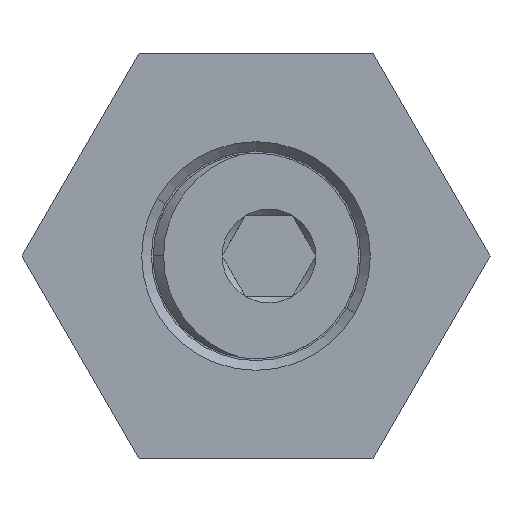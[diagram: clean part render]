
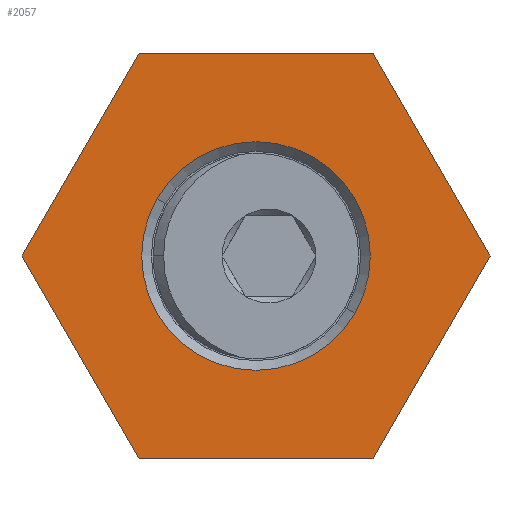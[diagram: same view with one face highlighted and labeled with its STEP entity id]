
A CAD part, left-side view. The second image highlights one B-rep face of the part: STEP entity #2057.
In plain terms, the highlighted face is planar.
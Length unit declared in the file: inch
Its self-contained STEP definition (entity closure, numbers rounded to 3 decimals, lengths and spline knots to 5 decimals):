
#36 = AXIS2_PLACEMENT_3D ( 'NONE', #913, #2041, #3173 ) ;
#57 = FACE_OUTER_BOUND ( 'NONE', #3457, .T. ) ;
#58 = DIRECTION ( 'NONE',  ( -0.5, 0., 0.866 ) ) ;
#111 = EDGE_CURVE ( 'NONE', #842, #2210, #1409, .T. ) ;
#141 = VERTEX_POINT ( 'NONE', #3315 ) ;
#227 = LINE ( 'NONE', #813, #1943 ) ;
#268 = CARTESIAN_POINT ( 'NONE',  ( 0.18042, 0.19, -0.3125 ) ) ;
#278 = LINE ( 'NONE', #1341, #1703 ) ;
#293 = FACE_BOUND ( 'NONE', #1494, .T. ) ;
#430 = CARTESIAN_POINT ( 'NONE',  ( -0.18042, 0.19, -0.3125 ) ) ;
#518 = DIRECTION ( 'NONE',  ( -1., 0., 0. ) ) ;
#573 = AXIS2_PLACEMENT_3D ( 'NONE', #1289, #2182, #3055 ) ;
#712 = VERTEX_POINT ( 'NONE', #268 ) ;
#813 = CARTESIAN_POINT ( 'NONE',  ( -0.36084, 0.19, 0. ) ) ;
#842 = VERTEX_POINT ( 'NONE', #995 ) ;
#913 = CARTESIAN_POINT ( 'NONE',  ( 0., 0.19, 0. ) ) ;
#941 = VERTEX_POINT ( 'NONE', #2645 ) ;
#995 = CARTESIAN_POINT ( 'NONE',  ( 0., 0.19, 0.17625 ) ) ;
#1013 = DIRECTION ( 'NONE',  ( 1., 0., 0. ) ) ;
#1190 = EDGE_CURVE ( 'NONE', #712, #3216, #3631, .T. ) ;
#1200 = DIRECTION ( 'NONE',  ( 0., 0., -1. ) ) ;
#1216 = VECTOR ( 'NONE', #1938, 39.37008 ) ;
#1259 = VECTOR ( 'NONE', #58, 39.37008 ) ;
#1289 = CARTESIAN_POINT ( 'NONE',  ( 0., 0.19, 0. ) ) ;
#1341 = CARTESIAN_POINT ( 'NONE',  ( 0.18042, 0.19, 0.3125 ) ) ;
#1343 = ORIENTED_EDGE ( 'NONE', *, *, #1352, .F. ) ;
#1352 = EDGE_CURVE ( 'NONE', #3216, #141, #1750, .T. ) ;
#1409 = CIRCLE ( 'NONE', #573, 0.17625 ) ;
#1416 = LINE ( 'NONE', #1682, #1216 ) ;
#1494 = EDGE_LOOP ( 'NONE', ( #2125, #2380 ) ) ;
#1682 = CARTESIAN_POINT ( 'NONE',  ( -0.18042, 0.19, 0.3125 ) ) ;
#1703 = VECTOR ( 'NONE', #518, 39.37008 ) ;
#1731 = CARTESIAN_POINT ( 'NONE',  ( 0., 0.19, -0.17625 ) ) ;
#1750 = LINE ( 'NONE', #2850, #1259 ) ;
#1821 = EDGE_CURVE ( 'NONE', #3371, #2665, #227, .T. ) ;
#1877 = CARTESIAN_POINT ( 'NONE',  ( 0.18042, 0.19, -0.3125 ) ) ;
#1886 = DIRECTION ( 'NONE',  ( 0.5, 0., -0.866 ) ) ;
#1938 = DIRECTION ( 'NONE',  ( -0.5, 0., -0.866 ) ) ;
#1943 = VECTOR ( 'NONE', #1886, 39.37008 ) ;
#2035 = PLANE ( 'NONE',  #2367 ) ;
#2038 = CARTESIAN_POINT ( 'NONE',  ( 0.36084, 0.19, 0. ) ) ;
#2041 = DIRECTION ( 'NONE',  ( 0., -1., 0. ) ) ;
#2057 = ADVANCED_FACE ( 'NONE', ( #293, #57 ), #2035, .F. ) ;
#2125 = ORIENTED_EDGE ( 'NONE', *, *, #111, .T. ) ;
#2141 = ORIENTED_EDGE ( 'NONE', *, *, #3121, .F. ) ;
#2182 = DIRECTION ( 'NONE',  ( 0., -1., 0. ) ) ;
#2210 = VERTEX_POINT ( 'NONE', #1731 ) ;
#2367 = AXIS2_PLACEMENT_3D ( 'NONE', #3113, #2598, #1200 ) ;
#2380 = ORIENTED_EDGE ( 'NONE', *, *, #2949, .T. ) ;
#2467 = VECTOR ( 'NONE', #1013, 39.37008 ) ;
#2468 = DIRECTION ( 'NONE',  ( 0.5, 0., 0.866 ) ) ;
#2510 = VECTOR ( 'NONE', #2468, 39.37008 ) ;
#2598 = DIRECTION ( 'NONE',  ( 0., -1., 0. ) ) ;
#2608 = ORIENTED_EDGE ( 'NONE', *, *, #3584, .F. ) ;
#2645 = CARTESIAN_POINT ( 'NONE',  ( -0.18042, 0.19, 0.3125 ) ) ;
#2665 = VERTEX_POINT ( 'NONE', #430 ) ;
#2745 = CARTESIAN_POINT ( 'NONE',  ( -0.36084, 0.19, 0. ) ) ;
#2850 = CARTESIAN_POINT ( 'NONE',  ( 0.36084, 0.19, 0. ) ) ;
#2893 = LINE ( 'NONE', #3172, #2467 ) ;
#2949 = EDGE_CURVE ( 'NONE', #2210, #842, #3233, .T. ) ;
#3055 = DIRECTION ( 'NONE',  ( 0., 0., -1. ) ) ;
#3113 = CARTESIAN_POINT ( 'NONE',  ( 0., 0.19, 0. ) ) ;
#3121 = EDGE_CURVE ( 'NONE', #941, #3371, #1416, .T. ) ;
#3172 = CARTESIAN_POINT ( 'NONE',  ( -0.18042, 0.19, -0.3125 ) ) ;
#3173 = DIRECTION ( 'NONE',  ( 0., 0., -1. ) ) ;
#3216 = VERTEX_POINT ( 'NONE', #2038 ) ;
#3217 = ORIENTED_EDGE ( 'NONE', *, *, #3348, .F. ) ;
#3233 = CIRCLE ( 'NONE', #36, 0.17625 ) ;
#3315 = CARTESIAN_POINT ( 'NONE',  ( 0.18042, 0.19, 0.3125 ) ) ;
#3348 = EDGE_CURVE ( 'NONE', #2665, #712, #2893, .T. ) ;
#3371 = VERTEX_POINT ( 'NONE', #2745 ) ;
#3403 = ORIENTED_EDGE ( 'NONE', *, *, #1821, .F. ) ;
#3457 = EDGE_LOOP ( 'NONE', ( #2141, #2608, #1343, #3586, #3217, #3403 ) ) ;
#3584 = EDGE_CURVE ( 'NONE', #141, #941, #278, .T. ) ;
#3586 = ORIENTED_EDGE ( 'NONE', *, *, #1190, .F. ) ;
#3631 = LINE ( 'NONE', #1877, #2510 ) ;
